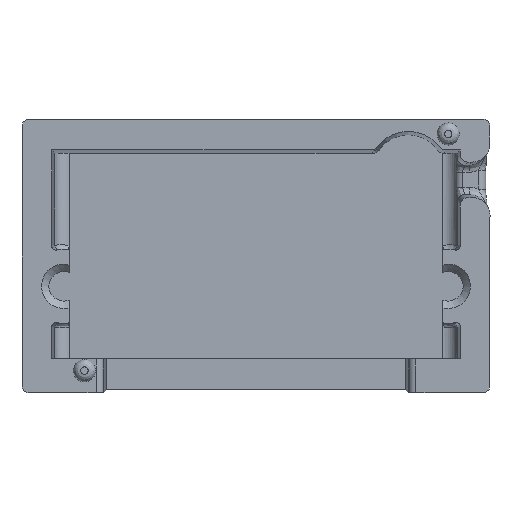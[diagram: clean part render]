
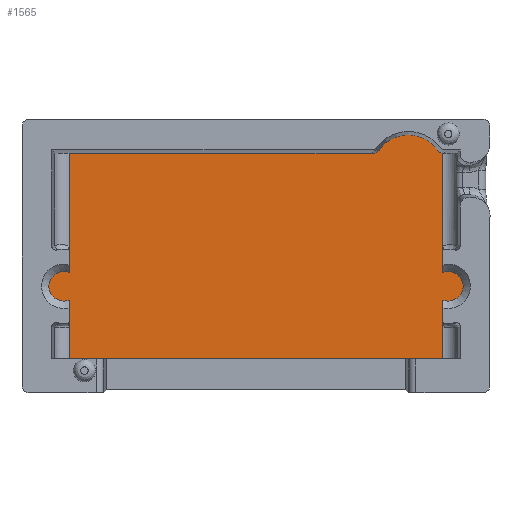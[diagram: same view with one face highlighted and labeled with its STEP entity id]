
A CAD part, front view. The second image highlights one B-rep face of the part: STEP entity #1565.
In plain terms, the highlighted planar face has unit normal (0, -1, 0).
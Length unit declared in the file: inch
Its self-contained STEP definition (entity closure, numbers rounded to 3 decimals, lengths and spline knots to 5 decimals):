
#65=PLANE('',#1727);
#101=B_SPLINE_CURVE_WITH_KNOTS('',3,(#3622,#3623,#3624,#3625,#3626,#3627,
#3628,#3629,#3630,#3631),.UNSPECIFIED.,.F.,.F.,(4,2,2,2,4),(0.,
0.0105,0.0213,0.0319,0.04233),
 .UNSPECIFIED.);
#104=B_SPLINE_CURVE_WITH_KNOTS('',3,(#3692,#3693,#3694,#3695,#3696,#3697,
#3698,#3699,#3700,#3701),.UNSPECIFIED.,.F.,.F.,(4,2,2,2,4),(0.,
0.01187,0.0241,0.03632,0.0482),
 .UNSPECIFIED.);
#203=FACE_OUTER_BOUND('',#295,.T.);
#295=EDGE_LOOP('',(#1320,#1321,#1322,#1323,#1324,#1325,#1326,#1327,#1328,
#1329,#1330,#1331,#1332,#1333,#1334));
#377=LINE('',#3469,#473);
#379=LINE('',#3481,#475);
#386=LINE('',#3550,#482);
#396=LINE('',#3743,#492);
#409=LINE('',#3944,#505);
#412=LINE('',#4084,#508);
#413=LINE('',#4086,#509);
#414=LINE('',#4088,#510);
#415=LINE('',#4091,#511);
#416=LINE('',#4092,#512);
#473=VECTOR('',#1929,0.07274);
#475=VECTOR('',#1941,0.99416);
#482=VECTOR('',#1970,0.07274);
#492=VECTOR('',#2022,0.80898);
#505=VECTOR('',#2073,0.24522);
#508=VECTOR('',#2078,0.08367);
#509=VECTOR('',#2079,0.08367);
#510=VECTOR('',#2080,0.07274);
#511=VECTOR('',#2083,0.07274);
#512=VECTOR('',#2084,0.24508);
#565=CIRCLE('',#1702,0.09449);
#573=CIRCLE('',#1728,0.03937);
#574=CIRCLE('',#1729,0.03937);
#675=VERTEX_POINT('',#3450);
#678=VERTEX_POINT('',#3467);
#682=VERTEX_POINT('',#3479);
#683=VERTEX_POINT('',#3480);
#696=VERTEX_POINT('',#3538);
#697=VERTEX_POINT('',#3549);
#704=VERTEX_POINT('',#3619);
#705=VERTEX_POINT('',#3621);
#707=VERTEX_POINT('',#3690);
#708=VERTEX_POINT('',#3691);
#711=VERTEX_POINT('',#3742);
#727=VERTEX_POINT('',#3943);
#732=VERTEX_POINT('',#4085);
#733=VERTEX_POINT('',#4087);
#734=VERTEX_POINT('',#4089);
#860=EDGE_CURVE('',#675,#678,#377,.T.);
#865=EDGE_CURVE('',#682,#683,#379,.T.);
#882=EDGE_CURVE('',#697,#696,#386,.T.);
#895=EDGE_CURVE('',#704,#705,#101,.T.);
#899=EDGE_CURVE('',#707,#708,#104,.T.);
#903=EDGE_CURVE('',#704,#708,#565,.T.);
#909=EDGE_CURVE('',#711,#707,#396,.T.);
#937=EDGE_CURVE('',#705,#727,#409,.T.);
#943=EDGE_CURVE('',#696,#682,#412,.T.);
#944=EDGE_CURVE('',#732,#683,#413,.T.);
#945=EDGE_CURVE('',#732,#733,#414,.T.);
#946=EDGE_CURVE('',#733,#734,#573,.T.);
#947=EDGE_CURVE('',#734,#727,#415,.T.);
#948=EDGE_CURVE('',#711,#675,#416,.T.);
#949=EDGE_CURVE('',#678,#697,#574,.T.);
#1320=ORIENTED_EDGE('',*,*,#943,.T.);
#1321=ORIENTED_EDGE('',*,*,#865,.T.);
#1322=ORIENTED_EDGE('',*,*,#944,.F.);
#1323=ORIENTED_EDGE('',*,*,#945,.T.);
#1324=ORIENTED_EDGE('',*,*,#946,.T.);
#1325=ORIENTED_EDGE('',*,*,#947,.T.);
#1326=ORIENTED_EDGE('',*,*,#937,.F.);
#1327=ORIENTED_EDGE('',*,*,#895,.F.);
#1328=ORIENTED_EDGE('',*,*,#903,.T.);
#1329=ORIENTED_EDGE('',*,*,#899,.F.);
#1330=ORIENTED_EDGE('',*,*,#909,.F.);
#1331=ORIENTED_EDGE('',*,*,#948,.T.);
#1332=ORIENTED_EDGE('',*,*,#860,.T.);
#1333=ORIENTED_EDGE('',*,*,#949,.T.);
#1334=ORIENTED_EDGE('',*,*,#882,.T.);
#1565=ADVANCED_FACE('',(#203),#65,.F.);
#1702=AXIS2_PLACEMENT_3D('',#3730,#2006,#2007);
#1727=AXIS2_PLACEMENT_3D('',#4083,#2076,#2077);
#1728=AXIS2_PLACEMENT_3D('',#4090,#2081,#2082);
#1729=AXIS2_PLACEMENT_3D('',#4093,#2085,#2086);
#1929=DIRECTION('',(0.,0.,-1.));
#1941=DIRECTION('',(1.,0.,0.));
#1970=DIRECTION('',(0.,0.,-1.));
#2006=DIRECTION('center_axis',(0.,-1.,0.));
#2007=DIRECTION('ref_axis',(-0.821,0.,0.571));
#2022=DIRECTION('',(1.,0.,0.));
#2073=DIRECTION('',(0.,0.,-1.));
#2076=DIRECTION('center_axis',(0.,1.,0.));
#2077=DIRECTION('ref_axis',(0.,0.,1.));
#2078=DIRECTION('',(0.,0.,-1.));
#2079=DIRECTION('',(0.,0.,-1.));
#2080=DIRECTION('',(0.,0.,1.));
#2081=DIRECTION('center_axis',(0.,-1.,0.));
#2082=DIRECTION('ref_axis',(1.,0.,0.));
#2083=DIRECTION('',(0.,0.,1.));
#2084=DIRECTION('',(0.,0.,-1.));
#2085=DIRECTION('center_axis',(0.,-1.,0.));
#2086=DIRECTION('ref_axis',(-1.,0.,0.));
#3450=CARTESIAN_POINT('',(-0.49708,0.34646,-0.32382));
#3467=CARTESIAN_POINT('',(-0.49708,0.34646,-0.39656));
#3469=CARTESIAN_POINT('',(-0.49708,0.34646,-0.32382));
#3479=CARTESIAN_POINT('',(-0.49708,0.34646,-0.62598));
#3480=CARTESIAN_POINT('',(0.49708,0.34646,-0.62598));
#3481=CARTESIAN_POINT('',(-0.49708,0.34646,-0.62598));
#3538=CARTESIAN_POINT('',(-0.49708,0.34646,-0.54232));
#3549=CARTESIAN_POINT('',(-0.49708,0.34646,-0.46958));
#3550=CARTESIAN_POINT('',(-0.49708,0.34646,-0.46958));
#3619=CARTESIAN_POINT('',(0.48322,0.34646,-0.0703));
#3621=CARTESIAN_POINT('',(0.49708,0.34646,-0.07861));
#3622=CARTESIAN_POINT('Ctrl Pts',(0.48322,0.34646,-0.0703));
#3623=CARTESIAN_POINT('Ctrl Pts',(0.48401,0.34646,-0.07143));
#3624=CARTESIAN_POINT('Ctrl Pts',(0.48491,0.34646,-0.07247));
#3625=CARTESIAN_POINT('Ctrl Pts',(0.48695,0.34646,-0.07439));
#3626=CARTESIAN_POINT('Ctrl Pts',(0.48809,0.34646,-0.07524));
#3627=CARTESIAN_POINT('Ctrl Pts',(0.4905,0.34646,-0.07668));
#3628=CARTESIAN_POINT('Ctrl Pts',(0.49177,0.34646,-0.07726));
#3629=CARTESIAN_POINT('Ctrl Pts',(0.49438,0.34646,-0.07814));
#3630=CARTESIAN_POINT('Ctrl Pts',(0.49572,0.34646,-0.07845));
#3631=CARTESIAN_POINT('Ctrl Pts',(0.49708,0.34646,-0.07861));
#3690=CARTESIAN_POINT('',(0.3119,0.34646,-0.07874));
#3691=CARTESIAN_POINT('',(0.32806,0.34646,-0.0703));
#3692=CARTESIAN_POINT('Ctrl Pts',(0.3119,0.34646,-0.07874));
#3693=CARTESIAN_POINT('Ctrl Pts',(0.31346,0.34646,-0.07874));
#3694=CARTESIAN_POINT('Ctrl Pts',(0.31502,0.34646,-0.07856));
#3695=CARTESIAN_POINT('Ctrl Pts',(0.31809,0.34646,-0.07781));
#3696=CARTESIAN_POINT('Ctrl Pts',(0.3196,0.34646,-0.07725));
#3697=CARTESIAN_POINT('Ctrl Pts',(0.32244,0.34646,-0.07576));
#3698=CARTESIAN_POINT('Ctrl Pts',(0.32377,0.34646,-0.07484));
#3699=CARTESIAN_POINT('Ctrl Pts',(0.32613,0.34646,-0.07274));
#3700=CARTESIAN_POINT('Ctrl Pts',(0.32717,0.34646,-0.07158));
#3701=CARTESIAN_POINT('Ctrl Pts',(0.32806,0.34646,-0.0703));
#3730=CARTESIAN_POINT('Origin',(0.40564,0.34646,-0.12423));
#3742=CARTESIAN_POINT('',(-0.49708,0.34646,-0.07874));
#3743=CARTESIAN_POINT('',(-0.49708,0.34646,-0.07874));
#3943=CARTESIAN_POINT('',(0.49708,0.34646,-0.32382));
#3944=CARTESIAN_POINT('',(0.49708,0.34646,-0.07861));
#4083=CARTESIAN_POINT('Origin',(-0.61114,0.34646,0.));
#4084=CARTESIAN_POINT('',(-0.49708,0.34646,-0.54232));
#4085=CARTESIAN_POINT('',(0.49708,0.34646,-0.54232));
#4086=CARTESIAN_POINT('',(0.49708,0.34646,-0.54232));
#4087=CARTESIAN_POINT('',(0.49708,0.34646,-0.46958));
#4088=CARTESIAN_POINT('',(0.49708,0.34646,-0.54232));
#4089=CARTESIAN_POINT('',(0.49708,0.34646,-0.39656));
#4090=CARTESIAN_POINT('Origin',(0.51181,0.34646,-0.43307));
#4091=CARTESIAN_POINT('',(0.49708,0.34646,-0.39656));
#4092=CARTESIAN_POINT('',(-0.49708,0.34646,-0.07874));
#4093=CARTESIAN_POINT('Origin',(-0.51181,0.34646,-0.43307));
